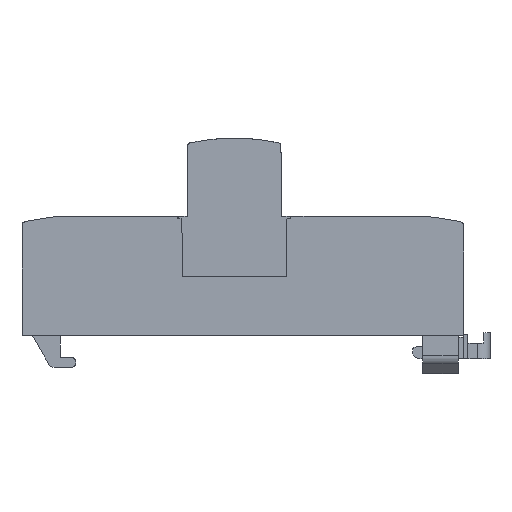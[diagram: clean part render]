
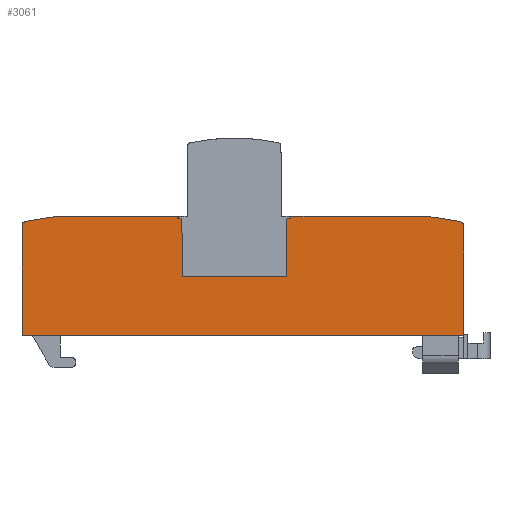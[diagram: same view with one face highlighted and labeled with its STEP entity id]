
A CAD part, left-side view. The second image highlights one B-rep face of the part: STEP entity #3061.
In plain terms, the highlighted planar face has unit normal (-1, 0, 0).
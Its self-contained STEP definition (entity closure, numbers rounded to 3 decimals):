
#3061=ADVANCED_FACE('',(#6213),#6214,.F.);
#6213=FACE_OUTER_BOUND('',#9356,.T.);
#6214=PLANE('',#9357);
#9356=EDGE_LOOP('',(#18885,#18886,#18887,#18888,#18889,#18890,#18891,#18892,#18893,#18894,#18895,#18896,#18897,#18898,#18899,#18900,#18901,#18902,#18903));
#9357=AXIS2_PLACEMENT_3D('',#18904,#18905,#18906);
#18885=ORIENTED_EDGE('',*,*,#22665,.F.);
#18886=ORIENTED_EDGE('',*,*,#22626,.F.);
#18887=ORIENTED_EDGE('',*,*,#22631,.F.);
#18888=ORIENTED_EDGE('',*,*,#22635,.F.);
#18889=ORIENTED_EDGE('',*,*,#22638,.T.);
#18890=ORIENTED_EDGE('',*,*,#19240,.F.);
#18891=ORIENTED_EDGE('',*,*,#22641,.F.);
#18892=ORIENTED_EDGE('',*,*,#20137,.F.);
#18893=ORIENTED_EDGE('',*,*,#22645,.F.);
#18894=ORIENTED_EDGE('',*,*,#22648,.F.);
#18895=ORIENTED_EDGE('',*,*,#20983,.T.);
#18896=ORIENTED_EDGE('',*,*,#22622,.F.);
#18897=ORIENTED_EDGE('',*,*,#22651,.T.);
#18898=ORIENTED_EDGE('',*,*,#22654,.T.);
#18899=ORIENTED_EDGE('',*,*,#22657,.T.);
#18900=ORIENTED_EDGE('',*,*,#22659,.F.);
#18901=ORIENTED_EDGE('',*,*,#20954,.T.);
#18902=ORIENTED_EDGE('',*,*,#22662,.T.);
#18903=ORIENTED_EDGE('',*,*,#19958,.F.);
#18904=CARTESIAN_POINT('',(-26.9,105.851,27.001));
#18905=DIRECTION('',(1.0,0.0,0.));
#18906=DIRECTION('',(0.,0.0,-1.0));
#19240=EDGE_CURVE('',#23238,#23240,#23241,.T.);
#19958=EDGE_CURVE('',#24296,#24298,#24299,.T.);
#20137=EDGE_CURVE('',#24555,#24557,#24558,.T.);
#20954=EDGE_CURVE('',#25760,#25758,#25761,.T.);
#20983=EDGE_CURVE('',#25810,#25808,#25811,.T.);
#22622=EDGE_CURVE('',#28200,#25808,#28202,.T.);
#22626=EDGE_CURVE('',#28207,#28209,#28210,.T.);
#22631=EDGE_CURVE('',#28215,#28207,#28217,.T.);
#22635=EDGE_CURVE('',#28221,#28215,#28223,.T.);
#22638=EDGE_CURVE('',#28221,#23240,#28226,.T.);
#22641=EDGE_CURVE('',#24557,#23238,#28229,.T.);
#22645=EDGE_CURVE('',#28233,#24555,#28235,.T.);
#22648=EDGE_CURVE('',#25810,#28233,#28238,.T.);
#22651=EDGE_CURVE('',#28200,#28240,#28242,.T.);
#22654=EDGE_CURVE('',#28240,#28244,#28246,.T.);
#22657=EDGE_CURVE('',#28244,#28248,#28250,.T.);
#22659=EDGE_CURVE('',#25760,#28248,#28252,.T.);
#22662=EDGE_CURVE('',#25758,#24298,#28255,.T.);
#22665=EDGE_CURVE('',#28209,#24296,#28258,.T.);
#23238=VERTEX_POINT('',#29921);
#23240=VERTEX_POINT('',#29924);
#23241=LINE('',#29925,#29926);
#24296=VERTEX_POINT('',#31425);
#24298=VERTEX_POINT('',#31428);
#24299=LINE('',#31429,#31430);
#24555=VERTEX_POINT('',#31856);
#24557=VERTEX_POINT('',#31859);
#24558=CIRCLE('',#31860,230.);
#25758=VERTEX_POINT('',#33814);
#25760=VERTEX_POINT('',#33817);
#25761=LINE('',#33818,#33819);
#25808=VERTEX_POINT('',#33889);
#25810=VERTEX_POINT('',#33892);
#25811=LINE('',#33893,#33894);
#28200=VERTEX_POINT('',#37787);
#28202=LINE('',#37790,#37791);
#28207=VERTEX_POINT('',#37796);
#28209=VERTEX_POINT('',#37799);
#28210=CIRCLE('',#37800,230.);
#28215=VERTEX_POINT('',#37806);
#28217=CIRCLE('',#37809,2.);
#28221=VERTEX_POINT('',#37814);
#28223=LINE('',#37817,#37818);
#28226=LINE('',#37822,#37823);
#28229=CIRCLE('',#37826,2.);
#28233=VERTEX_POINT('',#37831);
#28235=LINE('',#37834,#37835);
#28238=LINE('',#37839,#37840);
#28240=VERTEX_POINT('',#37842);
#28242=LINE('',#37845,#37846);
#28244=VERTEX_POINT('',#37848);
#28246=LINE('',#37851,#37852);
#28248=VERTEX_POINT('',#37854);
#28250=LINE('',#37857,#37858);
#28252=LINE('',#37860,#37861);
#28255=LINE('',#37865,#37866);
#28258=CIRCLE('',#37869,2.2);
#29921=CARTESIAN_POINT('',(-26.9,0.,52.432));
#29924=CARTESIAN_POINT('',(-26.9,0.0,0.));
#29925=CARTESIAN_POINT('',(-26.9,0.0,52.432));
#29926=VECTOR('',#38222,1.0);
#31425=CARTESIAN_POINT('',(-26.9,193.014,57.));
#31428=CARTESIAN_POINT('',(-26.9,136.436,57.));
#31429=CARTESIAN_POINT('',(-26.9,193.014,57.));
#31430=VECTOR('',#38908,1.0);
#31856=CARTESIAN_POINT('',(-26.9,18.25,57.0));
#31859=CARTESIAN_POINT('',(-26.9,1.618,54.395));
#31860=AXIS2_PLACEMENT_3D('',#39078,#39079,#39080);
#33814=CARTESIAN_POINT('',(-26.9,136.436,56.0));
#33817=CARTESIAN_POINT('',(-26.9,134.936,56.0));
#33818=CARTESIAN_POINT('',(-26.9,134.936,56.0));
#33819=VECTOR('',#39948,1.0);
#33889=CARTESIAN_POINT('',(-26.9,83.936,56.0));
#33892=CARTESIAN_POINT('',(-26.9,82.436,56.0));
#33893=CARTESIAN_POINT('',(-26.9,82.436,56.0));
#33894=VECTOR('',#39973,1.0);
#37787=CARTESIAN_POINT('',(-26.9,84.336,55.6));
#37790=CARTESIAN_POINT('',(-26.9,84.336,55.6));
#37791=VECTOR('',#41703,1.0);
#37796=CARTESIAN_POINT('',(-26.9,209.272,54.493));
#37799=CARTESIAN_POINT('',(-26.9,193.276,56.984));
#37800=AXIS2_PLACEMENT_3D('',#41708,#41709,#41710);
#37806=CARTESIAN_POINT('',(-26.9,210.895,52.528));
#37809=AXIS2_PLACEMENT_3D('',#41716,#41717,#41718);
#37814=CARTESIAN_POINT('',(-26.9,210.895,0.));
#37817=CARTESIAN_POINT('',(-26.9,210.895,0.));
#37818=VECTOR('',#41721,1.0);
#37822=CARTESIAN_POINT('',(-26.9,210.895,0.));
#37823=VECTOR('',#41723,1.0);
#37826=AXIS2_PLACEMENT_3D('',#41727,#41728,#41729);
#37831=CARTESIAN_POINT('',(-26.9,82.436,57.0));
#37834=CARTESIAN_POINT('',(-26.9,82.436,57.0));
#37835=VECTOR('',#41732,1.0);
#37839=CARTESIAN_POINT('',(-26.9,82.436,56.0));
#37840=VECTOR('',#41734,1.0);
#37842=CARTESIAN_POINT('',(-26.9,84.577,28.));
#37845=CARTESIAN_POINT('',(-26.9,84.336,55.6));
#37846=VECTOR('',#41736,1.0);
#37848=CARTESIAN_POINT('',(-26.9,134.295,28.));
#37851=CARTESIAN_POINT('',(-26.9,84.577,28.));
#37852=VECTOR('',#41738,1.0);
#37854=CARTESIAN_POINT('',(-26.9,134.536,55.6));
#37857=CARTESIAN_POINT('',(-26.9,134.295,28.));
#37858=VECTOR('',#41740,1.0);
#37860=CARTESIAN_POINT('',(-26.9,134.936,56.0));
#37861=VECTOR('',#41741,1.0);
#37865=CARTESIAN_POINT('',(-26.9,136.436,56.0));
#37866=VECTOR('',#41743,1.0);
#37869=AXIS2_PLACEMENT_3D('',#41747,#41748,#41749);
#38222=DIRECTION('',(0.,0.0,-1.0));
#38908=DIRECTION('',(0.0,-1.0,0.0));
#39078=CARTESIAN_POINT('',(-26.9,45.5,-171.38));
#39079=DIRECTION('',(1.0,0.0,0.));
#39080=DIRECTION('',(0.,0.0,-1.0));
#39948=DIRECTION('',(0.0,1.0,0.0));
#39973=DIRECTION('',(0.0,1.0,0.0));
#41703=DIRECTION('',(0.,-0.707,0.707));
#41708=CARTESIAN_POINT('',(-26.9,165.895,-171.38));
#41709=DIRECTION('',(1.0,0.0,0.));
#41710=DIRECTION('',(0.,0.0,-1.0));
#41716=CARTESIAN_POINT('',(-26.9,208.895,52.528));
#41717=DIRECTION('',(1.0,0.0,0.));
#41718=DIRECTION('',(0.,0.0,-1.0));
#41721=DIRECTION('',(0.,0.0,1.0));
#41723=DIRECTION('',(0.0,-1.0,0.0));
#41727=CARTESIAN_POINT('',(-26.9,2.0,52.432));
#41728=DIRECTION('',(1.0,0.0,0.));
#41729=DIRECTION('',(0.,0.0,-1.0));
#41732=DIRECTION('',(0.0,-1.0,0.0));
#41734=DIRECTION('',(0.,0.0,1.0));
#41736=DIRECTION('',(0.,0.009,-1.));
#41738=DIRECTION('',(0.0,1.0,0.0));
#41740=DIRECTION('',(0.,0.009,1.));
#41741=DIRECTION('',(0.,-0.707,-0.707));
#41743=DIRECTION('',(0.,0.0,1.0));
#41747=CARTESIAN_POINT('',(-26.9,193.014,54.8));
#41748=DIRECTION('',(1.0,0.0,0.));
#41749=DIRECTION('',(0.,0.0,-1.0));
